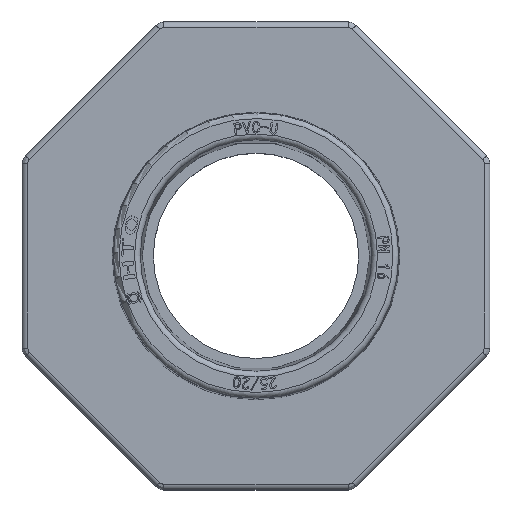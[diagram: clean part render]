
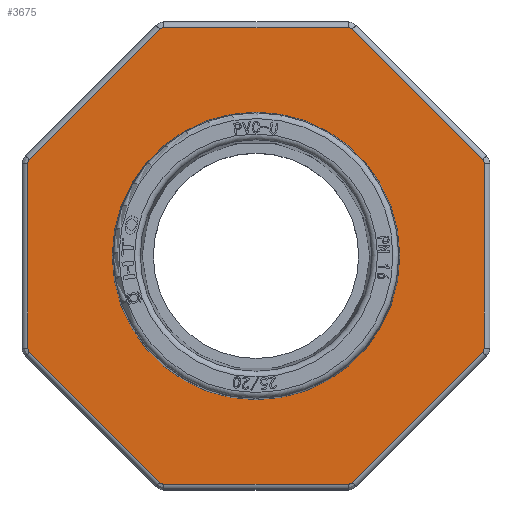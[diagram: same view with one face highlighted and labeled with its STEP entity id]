
A CAD part, top view. The second image highlights one B-rep face of the part: STEP entity #3675.
In plain terms, the highlighted planar face has unit normal (0, 0, 1).
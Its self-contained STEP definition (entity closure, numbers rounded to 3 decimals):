
#904=LINE('',#22557,#1633);
#905=LINE('',#22562,#1634);
#906=LINE('',#22566,#1635);
#907=LINE('',#22570,#1636);
#908=LINE('',#22574,#1637);
#909=LINE('',#22578,#1638);
#910=LINE('',#22582,#1639);
#911=LINE('',#22586,#1640);
#1633=VECTOR('',#15054,1.);
#1634=VECTOR('',#15057,1.);
#1635=VECTOR('',#15060,1.);
#1636=VECTOR('',#15063,1.);
#1637=VECTOR('',#15066,1.);
#1638=VECTOR('',#15069,1.);
#1639=VECTOR('',#15072,1.);
#1640=VECTOR('',#15075,1.);
#3675=ADVANCED_FACE('',(#5153,#5154),#4438,.F.);
#4438=PLANE('',#14101);
#5153=FACE_BOUND('',#5238,.T.);
#5154=FACE_BOUND('',#5239,.T.);
#5238=EDGE_LOOP('',(#6611,#6612,#6613,#6614,#6615,#6616,#6617,#6618,#6619,
#6620,#6621,#6622,#6623,#6624,#6625,#6626));
#5239=EDGE_LOOP('',(#6627));
#6611=ORIENTED_EDGE('',*,*,#12360,.T.);
#6612=ORIENTED_EDGE('',*,*,#12361,.T.);
#6613=ORIENTED_EDGE('',*,*,#12362,.T.);
#6614=ORIENTED_EDGE('',*,*,#12363,.T.);
#6615=ORIENTED_EDGE('',*,*,#12364,.T.);
#6616=ORIENTED_EDGE('',*,*,#12365,.T.);
#6617=ORIENTED_EDGE('',*,*,#12366,.T.);
#6618=ORIENTED_EDGE('',*,*,#12367,.T.);
#6619=ORIENTED_EDGE('',*,*,#12368,.T.);
#6620=ORIENTED_EDGE('',*,*,#12369,.T.);
#6621=ORIENTED_EDGE('',*,*,#12370,.T.);
#6622=ORIENTED_EDGE('',*,*,#12371,.T.);
#6623=ORIENTED_EDGE('',*,*,#12372,.T.);
#6624=ORIENTED_EDGE('',*,*,#12373,.T.);
#6625=ORIENTED_EDGE('',*,*,#12374,.T.);
#6626=ORIENTED_EDGE('',*,*,#12375,.T.);
#6627=ORIENTED_EDGE('',*,*,#12376,.F.);
#10911=VERTEX_POINT('',#22558);
#10912=VERTEX_POINT('',#22559);
#10913=VERTEX_POINT('',#22561);
#10914=VERTEX_POINT('',#22563);
#10915=VERTEX_POINT('',#22565);
#10916=VERTEX_POINT('',#22567);
#10917=VERTEX_POINT('',#22569);
#10918=VERTEX_POINT('',#22571);
#10919=VERTEX_POINT('',#22573);
#10920=VERTEX_POINT('',#22575);
#10921=VERTEX_POINT('',#22577);
#10922=VERTEX_POINT('',#22579);
#10923=VERTEX_POINT('',#22581);
#10924=VERTEX_POINT('',#22583);
#10925=VERTEX_POINT('',#22585);
#10926=VERTEX_POINT('',#22587);
#10927=VERTEX_POINT('',#22590);
#12360=EDGE_CURVE('',#10911,#10912,#904,.T.);
#12361=EDGE_CURVE('',#10912,#10913,#13963,.T.);
#12362=EDGE_CURVE('',#10913,#10914,#905,.T.);
#12363=EDGE_CURVE('',#10914,#10915,#13964,.T.);
#12364=EDGE_CURVE('',#10915,#10916,#906,.T.);
#12365=EDGE_CURVE('',#10916,#10917,#13965,.T.);
#12366=EDGE_CURVE('',#10917,#10918,#907,.T.);
#12367=EDGE_CURVE('',#10918,#10919,#13966,.T.);
#12368=EDGE_CURVE('',#10919,#10920,#908,.T.);
#12369=EDGE_CURVE('',#10920,#10921,#13967,.T.);
#12370=EDGE_CURVE('',#10921,#10922,#909,.T.);
#12371=EDGE_CURVE('',#10922,#10923,#13968,.T.);
#12372=EDGE_CURVE('',#10923,#10924,#910,.T.);
#12373=EDGE_CURVE('',#10924,#10925,#13969,.T.);
#12374=EDGE_CURVE('',#10925,#10926,#911,.T.);
#12375=EDGE_CURVE('',#10926,#10911,#13970,.T.);
#12376=EDGE_CURVE('',#10927,#10927,#13971,.T.);
#13963=CIRCLE('',#14092,0.5);
#13964=CIRCLE('',#14093,0.5);
#13965=CIRCLE('',#14094,0.5);
#13966=CIRCLE('',#14095,0.5);
#13967=CIRCLE('',#14096,0.5);
#13968=CIRCLE('',#14097,0.5);
#13969=CIRCLE('',#14098,0.5);
#13970=CIRCLE('',#14099,0.5);
#13971=CIRCLE('',#14100,12.6);
#14092=AXIS2_PLACEMENT_3D('',#22560,#15055,#15056);
#14093=AXIS2_PLACEMENT_3D('',#22564,#15058,#15059);
#14094=AXIS2_PLACEMENT_3D('',#22568,#15061,#15062);
#14095=AXIS2_PLACEMENT_3D('',#22572,#15064,#15065);
#14096=AXIS2_PLACEMENT_3D('',#22576,#15067,#15068);
#14097=AXIS2_PLACEMENT_3D('',#22580,#15070,#15071);
#14098=AXIS2_PLACEMENT_3D('',#22584,#15073,#15074);
#14099=AXIS2_PLACEMENT_3D('',#22588,#15076,#15077);
#14100=AXIS2_PLACEMENT_3D('',#22589,#15078,#15079);
#14101=AXIS2_PLACEMENT_3D('',#22591,#15080,#15081);
#15054=DIRECTION('',(0.,-1.,0.));
#15055=DIRECTION('',(0.,0.,1.));
#15056=DIRECTION('',(-1.,0.,0.));
#15057=DIRECTION('',(0.707,-0.707,0.));
#15058=DIRECTION('',(0.,0.,1.));
#15059=DIRECTION('',(-1.,0.,0.));
#15060=DIRECTION('',(1.,0.,0.));
#15061=DIRECTION('',(0.,0.,1.));
#15062=DIRECTION('',(-1.,0.,0.));
#15063=DIRECTION('',(0.707,0.707,0.));
#15064=DIRECTION('',(0.,0.,1.));
#15065=DIRECTION('',(-1.,0.,0.));
#15066=DIRECTION('',(0.,1.,0.));
#15067=DIRECTION('',(0.,0.,1.));
#15068=DIRECTION('',(-1.,0.,0.));
#15069=DIRECTION('',(-0.707,0.707,0.));
#15070=DIRECTION('',(0.,0.,1.));
#15071=DIRECTION('',(-1.,0.,0.));
#15072=DIRECTION('',(-1.,0.,0.));
#15073=DIRECTION('',(0.,0.,1.));
#15074=DIRECTION('',(-1.,0.,0.));
#15075=DIRECTION('',(-0.707,-0.707,0.));
#15076=DIRECTION('',(0.,0.,1.));
#15077=DIRECTION('',(-1.,0.,0.));
#15078=DIRECTION('',(0.,0.,1.));
#15079=DIRECTION('',(-1.,0.,0.));
#15080=DIRECTION('',(0.,0.,-1.));
#15081=DIRECTION('',(-1.,0.,0.));
#22557=CARTESIAN_POINT('',(-20.,83.423,26.504));
#22558=CARTESIAN_POINT('',(-20.,99.577,26.504));
#22559=CARTESIAN_POINT('',(-20.,83.423,26.504));
#22560=CARTESIAN_POINT('',(-19.5,83.423,26.504));
#22561=CARTESIAN_POINT('',(-19.854,83.069,26.504));
#22562=CARTESIAN_POINT('',(-8.431,71.646,26.504));
#22563=CARTESIAN_POINT('',(-8.431,71.646,26.504));
#22564=CARTESIAN_POINT('',(-8.077,72.,26.504));
#22565=CARTESIAN_POINT('',(-8.077,71.5,26.504));
#22566=CARTESIAN_POINT('',(8.077,71.5,26.504));
#22567=CARTESIAN_POINT('',(8.077,71.5,26.504));
#22568=CARTESIAN_POINT('',(8.077,72.,26.504));
#22569=CARTESIAN_POINT('',(8.431,71.646,26.504));
#22570=CARTESIAN_POINT('',(19.854,83.069,26.504));
#22571=CARTESIAN_POINT('',(19.854,83.069,26.504));
#22572=CARTESIAN_POINT('',(19.5,83.423,26.504));
#22573=CARTESIAN_POINT('',(20.,83.423,26.504));
#22574=CARTESIAN_POINT('',(20.,99.577,26.504));
#22575=CARTESIAN_POINT('',(20.,99.577,26.504));
#22576=CARTESIAN_POINT('',(19.5,99.577,26.504));
#22577=CARTESIAN_POINT('',(19.854,99.931,26.504));
#22578=CARTESIAN_POINT('',(8.431,111.354,26.504));
#22579=CARTESIAN_POINT('',(8.431,111.354,26.504));
#22580=CARTESIAN_POINT('',(8.077,111.,26.504));
#22581=CARTESIAN_POINT('',(8.077,111.5,26.504));
#22582=CARTESIAN_POINT('',(-8.077,111.5,26.504));
#22583=CARTESIAN_POINT('',(-8.077,111.5,26.504));
#22584=CARTESIAN_POINT('',(-8.077,111.,26.504));
#22585=CARTESIAN_POINT('',(-8.431,111.354,26.504));
#22586=CARTESIAN_POINT('',(-19.854,99.931,26.504));
#22587=CARTESIAN_POINT('',(-19.854,99.931,26.504));
#22588=CARTESIAN_POINT('',(-19.5,99.577,26.504));
#22589=CARTESIAN_POINT('',(0.,91.5,26.504));
#22590=CARTESIAN_POINT('',(-12.6,91.5,26.504));
#22591=CARTESIAN_POINT('',(0.,3.,26.504));
